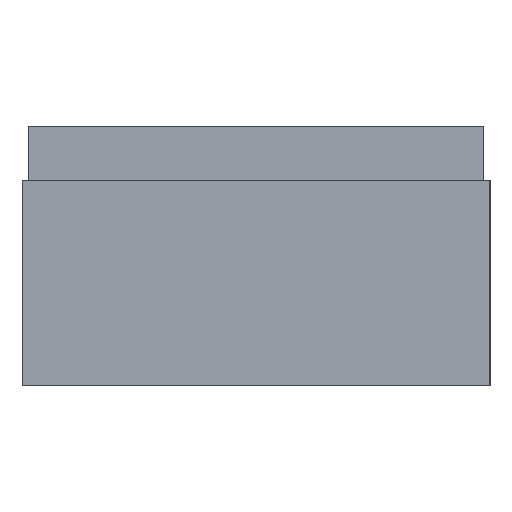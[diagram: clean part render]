
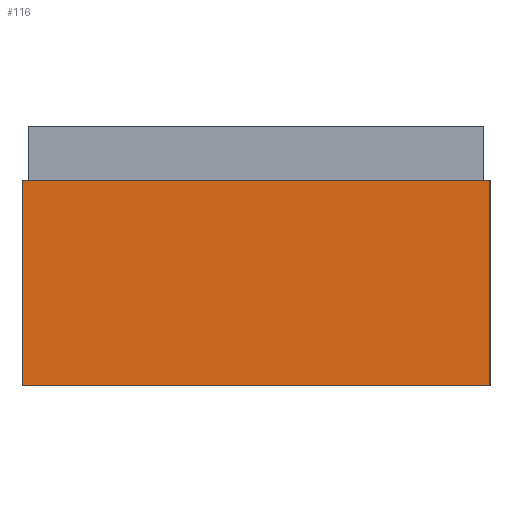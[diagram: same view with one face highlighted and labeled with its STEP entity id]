
A CAD part, left-side view. The second image highlights one B-rep face of the part: STEP entity #116.
In plain terms, the highlighted planar face has unit normal (-1, 0, 0).
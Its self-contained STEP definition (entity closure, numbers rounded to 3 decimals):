
#7 = LINE ( 'NONE', #879, #640 ) ;
#33 = CARTESIAN_POINT ( 'NONE',  ( -0.8, -0.406, 0. ) ) ;
#43 = EDGE_CURVE ( 'NONE', #367, #395, #7, .T. ) ;
#55 = CARTESIAN_POINT ( 'NONE',  ( -0.8, 0.406, 0. ) ) ;
#70 = AXIS2_PLACEMENT_3D ( 'NONE', #822, #357, #668 ) ;
#79 = EDGE_CURVE ( 'NONE', #395, #866, #688, .T. ) ;
#84 = FACE_OUTER_BOUND ( 'NONE', #356, .T. ) ;
#93 = VERTEX_POINT ( 'NONE', #33 ) ;
#103 = CARTESIAN_POINT ( 'NONE',  ( -0.8, -0.406, 0.356 ) ) ;
#116 = ADVANCED_FACE ( 'NONE', ( #84 ), #910, .T. ) ;
#170 = CARTESIAN_POINT ( 'NONE',  ( -0.8, 0.406, 0.356 ) ) ;
#171 = LINE ( 'NONE', #925, #482 ) ;
#173 = ORIENTED_EDGE ( 'NONE', *, *, #79, .F. ) ;
#342 = EDGE_CURVE ( 'NONE', #93, #367, #171, .T. ) ;
#356 = EDGE_LOOP ( 'NONE', ( #173, #917, #451, #886 ) ) ;
#357 = DIRECTION ( 'NONE',  ( -1., 0., 0. ) ) ;
#367 = VERTEX_POINT ( 'NONE', #55 ) ;
#395 = VERTEX_POINT ( 'NONE', #170 ) ;
#451 = ORIENTED_EDGE ( 'NONE', *, *, #342, .F. ) ;
#482 = VECTOR ( 'NONE', #639, 1000. ) ;
#591 = VECTOR ( 'NONE', #655, 1000. ) ;
#595 = VECTOR ( 'NONE', #682, 1000. ) ;
#606 = EDGE_CURVE ( 'NONE', #866, #93, #755, .T. ) ;
#615 = CARTESIAN_POINT ( 'NONE',  ( -0.8, -0.406, 0. ) ) ;
#639 = DIRECTION ( 'NONE',  ( 0., 1., 0. ) ) ;
#640 = VECTOR ( 'NONE', #947, 1000. ) ;
#655 = DIRECTION ( 'NONE',  ( 0., -1., 0. ) ) ;
#668 = DIRECTION ( 'NONE',  ( 0., 0., 1. ) ) ;
#682 = DIRECTION ( 'NONE',  ( 0., 0., -1. ) ) ;
#688 = LINE ( 'NONE', #717, #591 ) ;
#717 = CARTESIAN_POINT ( 'NONE',  ( -0.8, -0.406, 0.356 ) ) ;
#755 = LINE ( 'NONE', #615, #595 ) ;
#822 = CARTESIAN_POINT ( 'NONE',  ( -0.8, 0.406, 0. ) ) ;
#866 = VERTEX_POINT ( 'NONE', #103 ) ;
#879 = CARTESIAN_POINT ( 'NONE',  ( -0.8, 0.406, 0. ) ) ;
#886 = ORIENTED_EDGE ( 'NONE', *, *, #606, .F. ) ;
#910 = PLANE ( 'NONE',  #70 ) ;
#917 = ORIENTED_EDGE ( 'NONE', *, *, #43, .F. ) ;
#925 = CARTESIAN_POINT ( 'NONE',  ( -0.8, 0.406, 0. ) ) ;
#947 = DIRECTION ( 'NONE',  ( 0., 0., 1. ) ) ;
